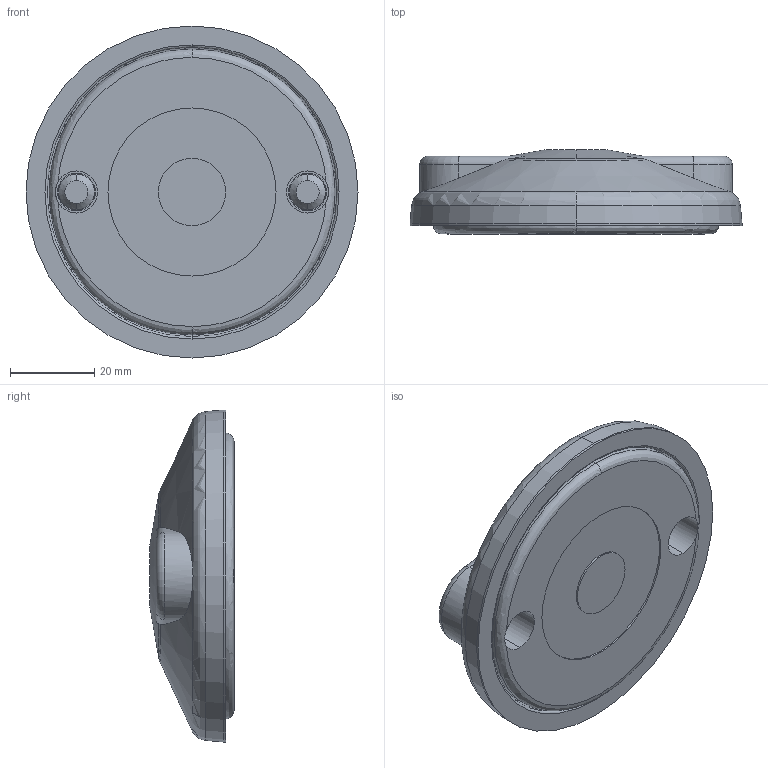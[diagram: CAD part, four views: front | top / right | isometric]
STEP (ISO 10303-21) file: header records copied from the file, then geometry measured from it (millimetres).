
FILE_DESCRIPTION (( 'STEP AP214' ), '1' );
FILE_NAME ('098d080kbzg.STEP', '2014-08-11T09:25:54', ( '' ), ( '' ), 'SwSTEP 2.0', 'SolidWorks 2014', '' );
FILE_SCHEMA (( 'AUTOMOTIVE_DESIGN' ));
Length unit declared in the file: millimetre
Products named in the file (3): 098d080kbzg; 098d080k_098 d 080 kbz; 098dg080_098 DG 080 B
Assembly tree (2 placements, depth 2):
  098d080kbzg
    098d080k_098 d 080 kbz
    098dg080_098 DG 080 B
Bounding box: 79 x 20 x 79 mm (x, y, z)
Volume: 59091.5 mm3; surface area: 26384.4 mm2
Topology: 2 solids, 2 shells, 498 faces, 1289 edges, 782 vertices
Faces by surface type: cylinder 128, bspline 110, plane 88, torus 71, cone 59, sphere 42
Entity records: 18151 total; most frequent: CARTESIAN_POINT 7074, ORIENTED_EDGE 2494, DIRECTION 2117, EDGE_CURVE 1247, AXIS2_PLACEMENT_3D 933, VERTEX_POINT 762, CIRCLE 540, EDGE_LOOP 511
